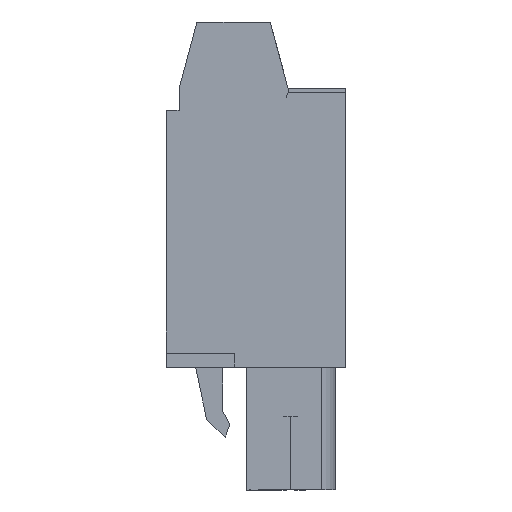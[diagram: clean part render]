
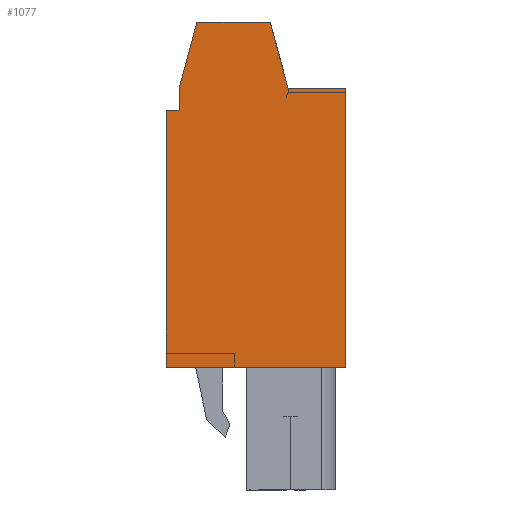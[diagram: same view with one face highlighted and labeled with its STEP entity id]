
A CAD part, left-side view. The second image highlights one B-rep face of the part: STEP entity #1077.
In plain terms, the highlighted planar face has unit normal (-1, 0, 0).
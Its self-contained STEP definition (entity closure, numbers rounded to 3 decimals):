
#1017=AXIS2_PLACEMENT_3D('Plane Axis2P3D',#1014,#1015,#1016) ;
#49=CARTESIAN_POINT('Vertex',(0.,12.2,25.8)) ;
#52=CARTESIAN_POINT('Line Origine',(0.,11.763,25.8)) ;
#56=CARTESIAN_POINT('Vertex',(0.,11.325,25.8)) ;
#881=CARTESIAN_POINT('Line Origine',(0.,11.325,26.55)) ;
#885=CARTESIAN_POINT('Vertex',(0.,11.325,27.3)) ;
#1014=CARTESIAN_POINT('Axis2P3D Location',(0.,-0.45,0.)) ;
#1019=CARTESIAN_POINT('Line Origine',(0.,6.1,8.35)) ;
#1023=CARTESIAN_POINT('Vertex',(0.,12.2,8.35)) ;
#1025=CARTESIAN_POINT('Vertex',(0.,0.,8.35)) ;
#1028=CARTESIAN_POINT('Line Origine',(0.,0.,17.825)) ;
#1032=CARTESIAN_POINT('Vertex',(0.,0.,27.3)) ;
#1035=CARTESIAN_POINT('Line Origine',(0.,1.963,27.3)) ;
#1039=CARTESIAN_POINT('Vertex',(0.,3.925,27.3)) ;
#1042=CARTESIAN_POINT('Line Origine',(0.,4.528,29.55)) ;
#1046=CARTESIAN_POINT('Vertex',(0.,5.131,31.8)) ;
#1049=CARTESIAN_POINT('Line Origine',(0.,7.625,31.8)) ;
#1053=CARTESIAN_POINT('Vertex',(0.,10.119,31.8)) ;
#1056=CARTESIAN_POINT('Line Origine',(0.,10.722,29.55)) ;
#1061=CARTESIAN_POINT('Line Origine',(0.,12.2,17.075)) ;
#53=DIRECTION('Vector Direction',(0.,1.,0.)) ;
#882=DIRECTION('Vector Direction',(0.,0.,-1.)) ;
#1015=DIRECTION('Axis2P3D Direction',(-1.,0.,0.)) ;
#1016=DIRECTION('Axis2P3D XDirection',(0.,0.,1.)) ;
#1020=DIRECTION('Vector Direction',(0.,-1.,0.)) ;
#1029=DIRECTION('Vector Direction',(0.,0.,1.)) ;
#1036=DIRECTION('Vector Direction',(0.,1.,0.)) ;
#1043=DIRECTION('Vector Direction',(0.,0.259,0.966)) ;
#1050=DIRECTION('Vector Direction',(0.,1.,0.)) ;
#1057=DIRECTION('Vector Direction',(0.,0.259,-0.966)) ;
#1062=DIRECTION('Vector Direction',(0.,0.,-1.)) ;
#54=VECTOR('Line Direction',#53,1.) ;
#883=VECTOR('Line Direction',#882,1.) ;
#1021=VECTOR('Line Direction',#1020,1.) ;
#1030=VECTOR('Line Direction',#1029,1.) ;
#1037=VECTOR('Line Direction',#1036,1.) ;
#1044=VECTOR('Line Direction',#1043,1.) ;
#1051=VECTOR('Line Direction',#1050,1.) ;
#1058=VECTOR('Line Direction',#1057,1.) ;
#1063=VECTOR('Line Direction',#1062,1.) ;
#1067=ORIENTED_EDGE('',*,*,#1027,.T.) ;
#1068=ORIENTED_EDGE('',*,*,#1034,.T.) ;
#1069=ORIENTED_EDGE('',*,*,#1041,.T.) ;
#1070=ORIENTED_EDGE('',*,*,#1048,.T.) ;
#1071=ORIENTED_EDGE('',*,*,#1055,.T.) ;
#1072=ORIENTED_EDGE('',*,*,#1060,.T.) ;
#1073=ORIENTED_EDGE('',*,*,#887,.T.) ;
#1074=ORIENTED_EDGE('',*,*,#58,.T.) ;
#1075=ORIENTED_EDGE('',*,*,#1065,.T.) ;
#1077=ADVANCED_FACE('HOUSING',(#1076),#1018,.T.) ;
#58=EDGE_CURVE('',#57,#50,#55,.T.) ;
#887=EDGE_CURVE('',#886,#57,#884,.T.) ;
#1027=EDGE_CURVE('',#1024,#1026,#1022,.T.) ;
#1034=EDGE_CURVE('',#1026,#1033,#1031,.T.) ;
#1041=EDGE_CURVE('',#1033,#1040,#1038,.T.) ;
#1048=EDGE_CURVE('',#1040,#1047,#1045,.T.) ;
#1055=EDGE_CURVE('',#1047,#1054,#1052,.T.) ;
#1060=EDGE_CURVE('',#1054,#886,#1059,.T.) ;
#1065=EDGE_CURVE('',#50,#1024,#1064,.T.) ;
#1066=EDGE_LOOP('',(#1067,#1068,#1069,#1070,#1071,#1072,#1073,#1074,#1075)) ;
#1076=FACE_OUTER_BOUND('',#1066,.T.) ;
#55=LINE('Line',#52,#54) ;
#884=LINE('Line',#881,#883) ;
#1022=LINE('Line',#1019,#1021) ;
#1031=LINE('Line',#1028,#1030) ;
#1038=LINE('Line',#1035,#1037) ;
#1045=LINE('Line',#1042,#1044) ;
#1052=LINE('Line',#1049,#1051) ;
#1059=LINE('Line',#1056,#1058) ;
#1064=LINE('Line',#1061,#1063) ;
#1018=PLANE('',#1017) ;
#50=VERTEX_POINT('',#49) ;
#57=VERTEX_POINT('',#56) ;
#886=VERTEX_POINT('',#885) ;
#1024=VERTEX_POINT('',#1023) ;
#1026=VERTEX_POINT('',#1025) ;
#1033=VERTEX_POINT('',#1032) ;
#1040=VERTEX_POINT('',#1039) ;
#1047=VERTEX_POINT('',#1046) ;
#1054=VERTEX_POINT('',#1053) ;
